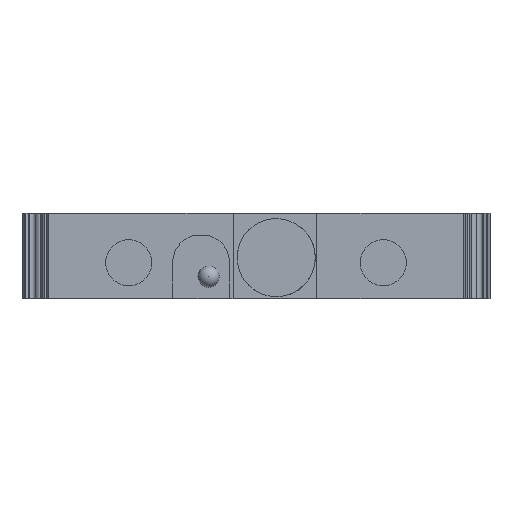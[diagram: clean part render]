
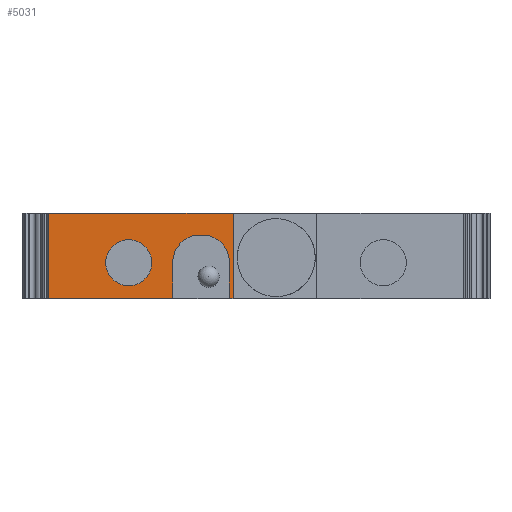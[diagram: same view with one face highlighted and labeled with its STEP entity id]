
A CAD part, top view. The second image highlights one B-rep face of the part: STEP entity #5031.
In plain terms, the highlighted planar face has unit normal (0, 0, 1).
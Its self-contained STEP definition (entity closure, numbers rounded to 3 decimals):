
#75=CIRCLE('',#5117,3.25);
#79=CIRCLE('',#5128,4.);
#81=CIRCLE('',#5131,4.);
#683=ORIENTED_EDGE('',*,*,#1298,.F.);
#684=ORIENTED_EDGE('',*,*,#1628,.T.);
#685=ORIENTED_EDGE('',*,*,#1629,.F.);
#686=ORIENTED_EDGE('',*,*,#1630,.F.);
#687=ORIENTED_EDGE('',*,*,#1631,.T.);
#688=ORIENTED_EDGE('',*,*,#1331,.T.);
#689=ORIENTED_EDGE('',*,*,#1632,.F.);
#690=ORIENTED_EDGE('',*,*,#1326,.T.);
#691=ORIENTED_EDGE('',*,*,#1302,.F.);
#692=ORIENTED_EDGE('',*,*,#1306,.F.);
#693=ORIENTED_EDGE('',*,*,#1281,.F.);
#1281=EDGE_CURVE('',#1815,#1815,#75,.T.);
#1298=EDGE_CURVE('',#1830,#1831,#79,.T.);
#1302=EDGE_CURVE('',#1834,#1835,#81,.T.);
#1306=EDGE_CURVE('',#1831,#1834,#2193,.T.);
#1326=EDGE_CURVE('',#1849,#1835,#2213,.T.);
#1331=EDGE_CURVE('',#1850,#1853,#2218,.T.);
#1628=EDGE_CURVE('',#1830,#2053,#2449,.T.);
#1629=EDGE_CURVE('',#2054,#2053,#2450,.T.);
#1630=EDGE_CURVE('',#2055,#2054,#2451,.T.);
#1631=EDGE_CURVE('',#2055,#1850,#2452,.T.);
#1632=EDGE_CURVE('',#1849,#1853,#2453,.T.);
#1815=VERTEX_POINT('',#6494);
#1830=VERTEX_POINT('',#6532);
#1831=VERTEX_POINT('',#6534);
#1834=VERTEX_POINT('',#6541);
#1835=VERTEX_POINT('',#6543);
#1849=VERTEX_POINT('',#6588);
#1850=VERTEX_POINT('',#6592);
#1853=VERTEX_POINT('',#6597);
#2053=VERTEX_POINT('',#7194);
#2054=VERTEX_POINT('',#7196);
#2055=VERTEX_POINT('',#7198);
#2193=LINE('',#6549,#2621);
#2213=LINE('',#6587,#2641);
#2218=LINE('',#6598,#2646);
#2449=LINE('',#7193,#2877);
#2450=LINE('',#7195,#2878);
#2451=LINE('',#7197,#2879);
#2452=LINE('',#7199,#2880);
#2453=LINE('',#7200,#2881);
#2621=VECTOR('',#5505,1000.);
#2641=VECTOR('',#5537,1000.);
#2646=VECTOR('',#5544,1000.);
#2877=VECTOR('',#6105,1000.);
#2878=VECTOR('',#6106,1000.);
#2879=VECTOR('',#6107,1000.);
#2880=VECTOR('',#6108,1000.);
#2881=VECTOR('',#6109,1000.);
#3141=EDGE_LOOP('',(#683,#684,#685,#686,#687,#688,#689,#690,#691,#692));
#3142=EDGE_LOOP('',(#693));
#3345=FACE_BOUND('',#3141,.T.);
#3346=FACE_BOUND('',#3142,.T.);
#3505=PLANE('',#5305);
#5031=ADVANCED_FACE('',(#3345,#3346),#3505,.F.);
#5117=AXIS2_PLACEMENT_3D('',#6493,#5454,#5455);
#5128=AXIS2_PLACEMENT_3D('',#6533,#5489,#5490);
#5131=AXIS2_PLACEMENT_3D('',#6542,#5497,#5498);
#5305=AXIS2_PLACEMENT_3D('',#7192,#6103,#6104);
#5454=DIRECTION('',(0.,0.,1.));
#5455=DIRECTION('',(1.,0.,0.));
#5489=DIRECTION('',(0.,0.,1.));
#5490=DIRECTION('',(1.,0.,0.));
#5497=DIRECTION('',(0.,0.,1.));
#5498=DIRECTION('',(1.,0.,0.));
#5505=DIRECTION('',(-1.,0.,0.));
#5537=DIRECTION('',(0.,1.,0.));
#5544=DIRECTION('',(0.,-1.,0.));
#6103=DIRECTION('',(0.,0.,-1.));
#6104=DIRECTION('',(1.,0.,0.));
#6105=DIRECTION('',(0.,-1.,0.));
#6106=DIRECTION('',(-1.,0.,0.));
#6107=DIRECTION('',(0.,-1.,0.));
#6108=DIRECTION('',(-1.,0.,0.));
#6109=DIRECTION('',(-1.,0.,0.));
#6493=CARTESIAN_POINT('',(-17.95,5.,27.8));
#6494=CARTESIAN_POINT('',(-14.7,5.,27.8));
#6532=CARTESIAN_POINT('',(-3.75,5.,27.8));
#6533=CARTESIAN_POINT('',(-7.75,5.,27.8));
#6534=CARTESIAN_POINT('',(-6.501,8.8,27.8));
#6541=CARTESIAN_POINT('',(-8.999,8.8,27.8));
#6542=CARTESIAN_POINT('',(-7.75,5.,27.8));
#6543=CARTESIAN_POINT('',(-11.75,5.,27.8));
#6549=CARTESIAN_POINT('',(-4.5,8.8,27.8));
#6587=CARTESIAN_POINT('',(-11.75,5.,27.8));
#6588=CARTESIAN_POINT('',(-11.75,0.,27.8));
#6592=CARTESIAN_POINT('',(-29.253,12.,27.8));
#6597=CARTESIAN_POINT('',(-29.253,0.,27.8));
#6598=CARTESIAN_POINT('',(-29.253,87.128,27.8));
#7192=CARTESIAN_POINT('',(-7.75,4.4,27.8));
#7193=CARTESIAN_POINT('',(-3.75,0.,27.8));
#7194=CARTESIAN_POINT('',(-3.75,0.,27.8));
#7195=CARTESIAN_POINT('',(33.,0.,27.8));
#7196=CARTESIAN_POINT('',(-3.223,0.,27.8));
#7197=CARTESIAN_POINT('',(-3.223,12.,27.8));
#7198=CARTESIAN_POINT('',(-3.223,12.,27.8));
#7199=CARTESIAN_POINT('',(33.,12.,27.8));
#7200=CARTESIAN_POINT('',(33.,0.,27.8));
